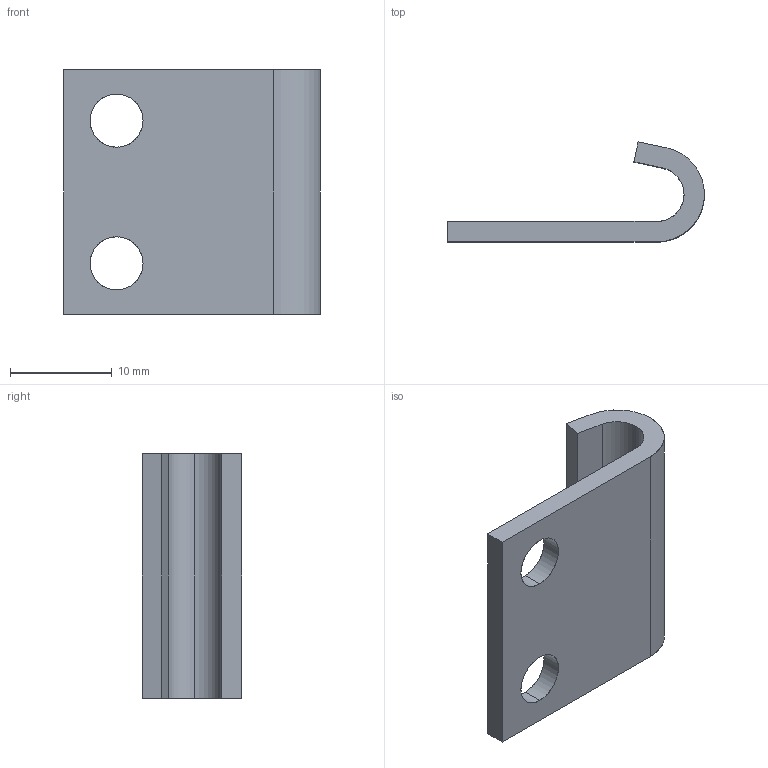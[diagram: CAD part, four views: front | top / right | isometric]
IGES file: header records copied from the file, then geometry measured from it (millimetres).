
Start section: SolidWorks IGES file using analytic representation for surfaces
Global section: file name: CS,CT-00207-2.IGS; native system: SolidWorks 2010; preprocessor: SolidWorks 2010; author: bmms01; date: 130606.094140; units: millimetre
Bounding box: 25.2 x 9.8 x 24 mm (x, y, z)
Surface area: 1851.3 mm2 (no closed solid volume)
Topology: 0 solids, 0 shells, 16 faces, 260 edges, 260 vertices
Faces by surface type: revolution 8, bspline 8
